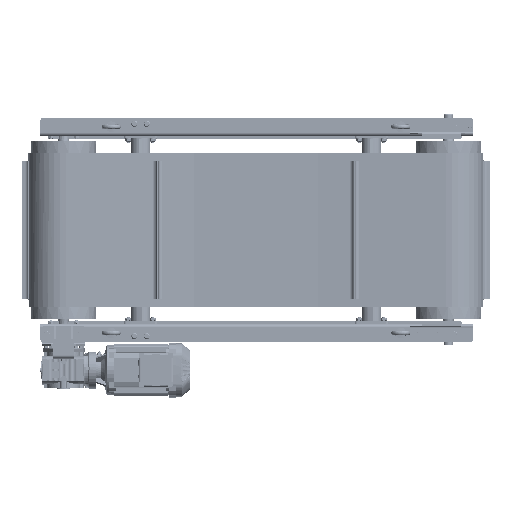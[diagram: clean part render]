
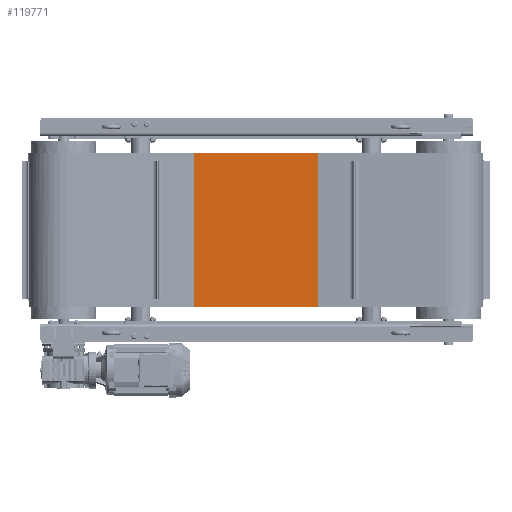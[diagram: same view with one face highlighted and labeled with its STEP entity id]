
A CAD part, top view. The second image highlights one B-rep face of the part: STEP entity #119771.
In plain terms, the highlighted planar face has unit normal (0, 0, 1).
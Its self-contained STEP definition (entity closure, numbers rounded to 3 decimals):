
#9761=PLANE('',#131745);
#16515=FACE_OUTER_BOUND('',#24577,.T.);
#24577=EDGE_LOOP('',(#104047,#104048,#104049,#104050));
#32630=LINE('',#239816,#40756);
#32636=LINE('',#239833,#40762);
#32649=LINE('',#239863,#40775);
#32654=LINE('',#239873,#40780);
#40756=VECTOR('',#163001,399.645);
#40762=VECTOR('',#163013,399.645);
#40775=VECTOR('',#163040,500.);
#40780=VECTOR('',#163047,500.);
#56011=VERTEX_POINT('',#239813);
#56012=VERTEX_POINT('',#239815);
#56019=VERTEX_POINT('',#239830);
#56020=VERTEX_POINT('',#239832);
#72029=EDGE_CURVE('',#56011,#56012,#32630,.T.);
#72037=EDGE_CURVE('',#56020,#56019,#32636,.T.);
#72053=EDGE_CURVE('',#56019,#56012,#32649,.T.);
#72058=EDGE_CURVE('',#56020,#56011,#32654,.T.);
#104047=ORIENTED_EDGE('',*,*,#72029,.F.);
#104048=ORIENTED_EDGE('',*,*,#72058,.F.);
#104049=ORIENTED_EDGE('',*,*,#72037,.T.);
#104050=ORIENTED_EDGE('',*,*,#72053,.T.);
#119771=ADVANCED_FACE('',(#16515),#9761,.T.);
#131745=AXIS2_PLACEMENT_3D('',#239872,#163045,#163046);
#163001=DIRECTION('',(1.,0.,0.));
#163013=DIRECTION('',(1.,0.,0.));
#163040=DIRECTION('',(0.,1.,0.));
#163045=DIRECTION('center_axis',(0.,0.,
1.));
#163046=DIRECTION('ref_axis',(1.,0.,0.));
#163047=DIRECTION('',(0.,1.,0.));
#239813=CARTESIAN_POINT('',(-199.822,250.,89.));
#239815=CARTESIAN_POINT('',(199.822,250.,89.));
#239816=CARTESIAN_POINT('',(-199.822,250.,89.));
#239830=CARTESIAN_POINT('',(199.822,-250.,89.));
#239832=CARTESIAN_POINT('',(-199.822,-250.,89.));
#239833=CARTESIAN_POINT('',(-199.822,-250.,89.));
#239863=CARTESIAN_POINT('',(199.822,-250.,89.));
#239872=CARTESIAN_POINT('Origin',(-204.822,-255.,89.));
#239873=CARTESIAN_POINT('',(-199.822,-250.,89.));
